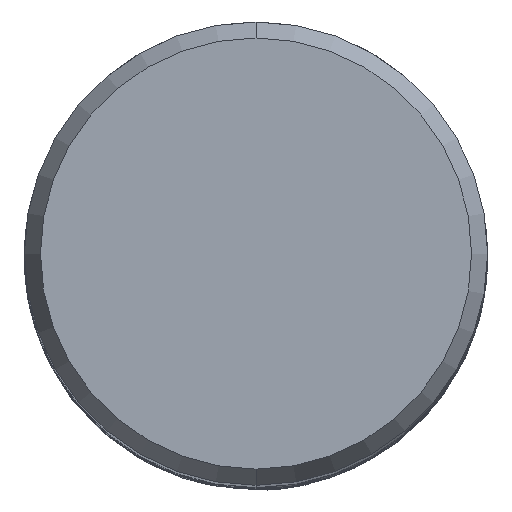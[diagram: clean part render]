
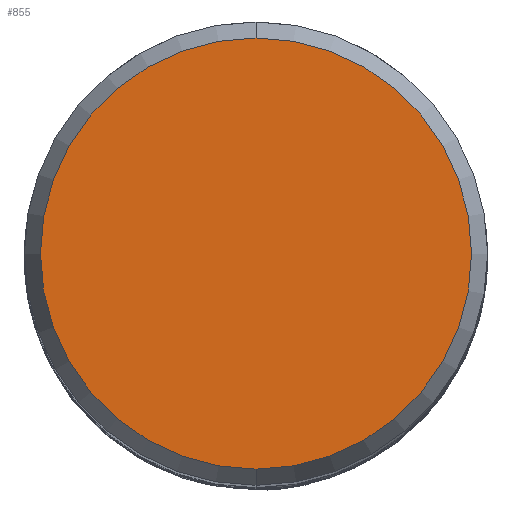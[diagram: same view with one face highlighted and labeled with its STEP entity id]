
A CAD part, top view. The second image highlights one B-rep face of the part: STEP entity #855.
In plain terms, the highlighted planar face has unit normal (0, 0, 1).
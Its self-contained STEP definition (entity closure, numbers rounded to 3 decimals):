
#781=VERTEX_POINT('',#2028);
#855=ADVANCED_FACE('',(#2109),#2110,.T.);
#1039=EDGE_CURVE('',#781,#1767,#2309,.T.);
#1535=EDGE_CURVE('',#1767,#781,#2846,.T.);
#1767=VERTEX_POINT('',#3104);
#2028=CARTESIAN_POINT('',(0.,-9.307,0.0));
#2109=FACE_OUTER_BOUND('',#6144,.T.);
#2110=PLANE('',#6145);
#2309=CIRCLE('',#9192,9.307);
#2846=CIRCLE('',#18953,9.307);
#3104=CARTESIAN_POINT('',(0.0,9.307,0.0));
#6144=EDGE_LOOP('',(#25187,#25188));
#6145=AXIS2_PLACEMENT_3D('',#25189,#25190,#25191);
#9192=AXIS2_PLACEMENT_3D('',#25363,#25364,#25365);
#18953=AXIS2_PLACEMENT_3D('',#25846,#25847,#25848);
#25187=ORIENTED_EDGE('',*,*,#1535,.F.);
#25188=ORIENTED_EDGE('',*,*,#1039,.F.);
#25189=CARTESIAN_POINT('',(0.0,4.654,0.0));
#25190=DIRECTION('',(-0.0,0.0,1.0));
#25191=DIRECTION('',(0.0,-1.0,0.0));
#25363=CARTESIAN_POINT('',(0.0,0.0,0.0));
#25364=DIRECTION('',(0.0,0.0,-1.0));
#25365=DIRECTION('',(0.0,1.0,0.0));
#25846=CARTESIAN_POINT('',(0.0,0.0,0.0));
#25847=DIRECTION('',(0.0,0.0,-1.0));
#25848=DIRECTION('',(0.0,1.0,0.0));
